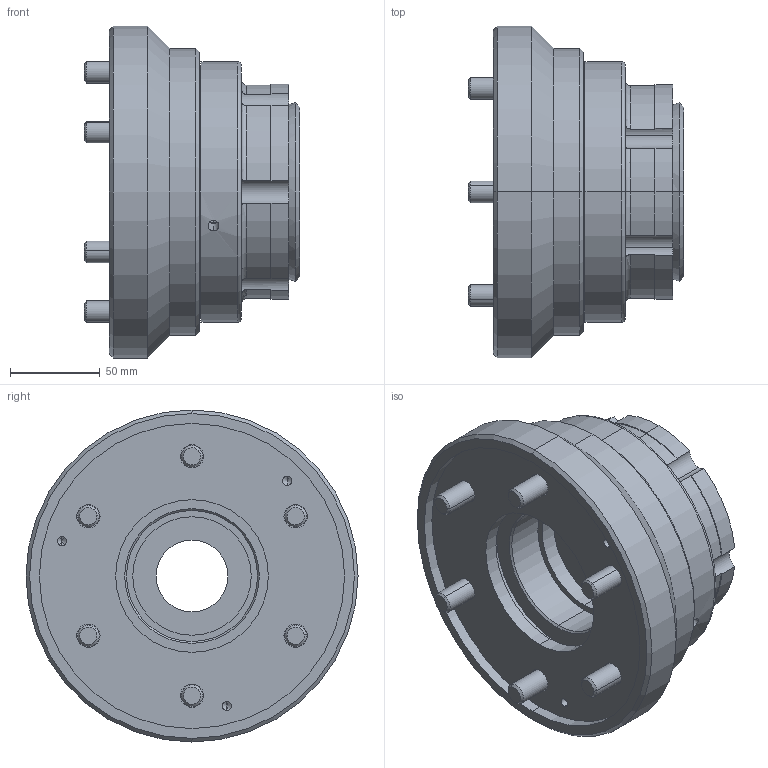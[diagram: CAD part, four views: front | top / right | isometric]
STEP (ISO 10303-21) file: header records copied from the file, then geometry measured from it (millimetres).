
FILE_DESCRIPTION (( 'STEP AP203' ), '1' );
FILE_NAME ('CF-CB-65.STEP', '2018-10-09T06:34:03', ( '' ), ( '' ), 'SwSTEP 2.0', 'SolidWorks 2016', '' );
FILE_SCHEMA (( 'CONFIG_CONTROL_DESIGN' ));
Length unit declared in the file: millimetre
Products named in the file (7): CF-CB-65; 圓頭內六角螺栓_M8x35; CF-CB-65-01010; 圓頭內六角螺栓_M12x40; CF-CB-65-02010; CF-CB-65-03010; CF-RG65R-R6500_M80
Assembly tree (16 placements, depth 2):
  CF-CB-65
    CF-CB-65-01010
    CF-CB-65-02010
    CF-CB-65-03010
    圓頭內六角螺栓_M8x35  x6
    圓頭內六角螺栓_M12x40  x6
    CF-RG65R-R6500_M80
Bounding box: 120 x 185 x 185 mm (x, y, z)
Volume: 1440844.2 mm3; surface area: 268890.8 mm2
Topology: 16 solids, 16 shells, 570 faces, 1346 edges, 802 vertices
Faces by surface type: plane 219, cylinder 196, cone 142, torus 13
Entity records: 10645 total; most frequent: CARTESIAN_POINT 1897, DIRECTION 1812, ORIENTED_EDGE 1488, AXIS2_PLACEMENT_3D 757, EDGE_CURVE 744, VERTEX_POINT 472, CIRCLE 418, EDGE_LOOP 390
